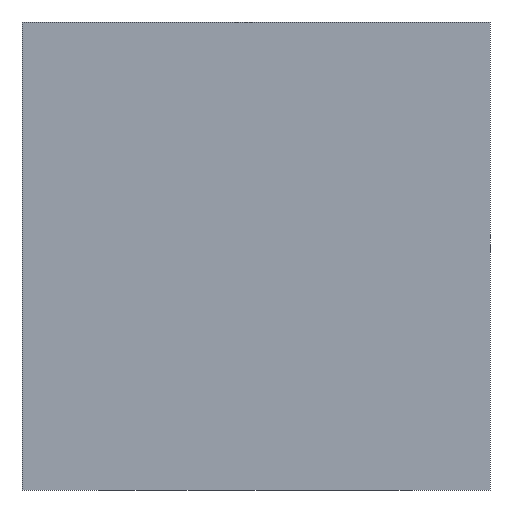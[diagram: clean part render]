
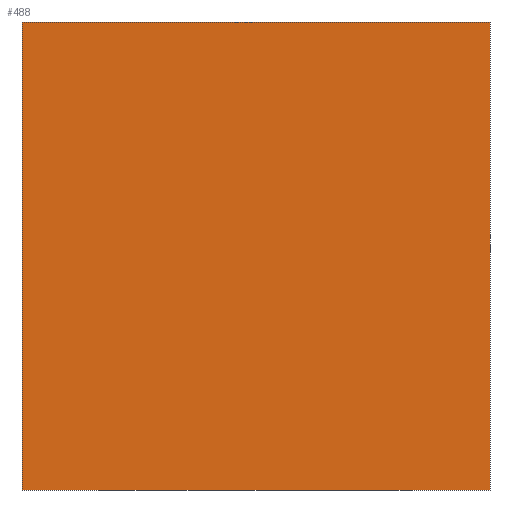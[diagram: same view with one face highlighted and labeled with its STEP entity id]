
A CAD part, front view. The second image highlights one B-rep face of the part: STEP entity #488.
In plain terms, the highlighted planar face has unit normal (0, -1, 0).
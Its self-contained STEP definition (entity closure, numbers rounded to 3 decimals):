
#5 = AXIS2_PLACEMENT_3D ( 'NONE', #23, #11, #15 ) ;
#11 = DIRECTION ( 'NONE',  ( 0., -1., 0. ) ) ;
#15 = DIRECTION ( 'NONE',  ( 0., 0., -1. ) ) ;
#20 = PLANE ( 'NONE',  #5 ) ;
#23 = CARTESIAN_POINT ( 'NONE',  ( 0., 0., -50.8 ) ) ;
#53 = CARTESIAN_POINT ( 'NONE',  ( 0., 0., -50.8 ) ) ;
#57 = CARTESIAN_POINT ( 'NONE',  ( 0., 0., -50.8 ) ) ;
#59 = VERTEX_POINT ( 'NONE', #97 ) ;
#61 = VERTEX_POINT ( 'NONE', #66 ) ;
#66 = CARTESIAN_POINT ( 'NONE',  ( 0., 0., 0. ) ) ;
#67 = CARTESIAN_POINT ( 'NONE',  ( 50.8, 0., -50.8 ) ) ;
#76 = VERTEX_POINT ( 'NONE', #57 ) ;
#82 = VERTEX_POINT ( 'NONE', #67 ) ;
#97 = CARTESIAN_POINT ( 'NONE',  ( 50.8, 0., 0. ) ) ;
#109 = DIRECTION ( 'NONE',  ( 0., 0., -1. ) ) ;
#117 = CARTESIAN_POINT ( 'NONE',  ( 0., 0., 0. ) ) ;
#134 = DIRECTION ( 'NONE',  ( 1., 0., 0. ) ) ;
#141 = CARTESIAN_POINT ( 'NONE',  ( 50.8, 0., 0. ) ) ;
#215 = ORIENTED_EDGE ( 'NONE', *, *, #471, .F. ) ;
#221 = LINE ( 'NONE', #141, #250 ) ;
#223 = ORIENTED_EDGE ( 'NONE', *, *, #455, .F. ) ;
#233 = FACE_OUTER_BOUND ( 'NONE', #270, .T. ) ;
#241 = VECTOR ( 'NONE', #446, 1000. ) ;
#250 = VECTOR ( 'NONE', #109, 1000. ) ;
#256 = ORIENTED_EDGE ( 'NONE', *, *, #472, .F. ) ;
#257 = LINE ( 'NONE', #117, #258 ) ;
#258 = VECTOR ( 'NONE', #134, 1000. ) ;
#263 = ORIENTED_EDGE ( 'NONE', *, *, #456, .F. ) ;
#264 = LINE ( 'NONE', #53, #306 ) ;
#270 = EDGE_LOOP ( 'NONE', ( #263, #223, #215, #256 ) ) ;
#286 = LINE ( 'NONE', #447, #241 ) ;
#306 = VECTOR ( 'NONE', #442, 1000. ) ;
#442 = DIRECTION ( 'NONE',  ( -1., 0., 0. ) ) ;
#446 = DIRECTION ( 'NONE',  ( 0., 0., 1. ) ) ;
#447 = CARTESIAN_POINT ( 'NONE',  ( 0., 0., 0. ) ) ;
#455 = EDGE_CURVE ( 'NONE', #82, #76, #264, .T. ) ;
#456 = EDGE_CURVE ( 'NONE', #76, #61, #286, .T. ) ;
#471 = EDGE_CURVE ( 'NONE', #59, #82, #221, .T. ) ;
#472 = EDGE_CURVE ( 'NONE', #61, #59, #257, .T. ) ;
#488 = ADVANCED_FACE ( 'NONE', ( #233 ), #20, .T. ) ;
